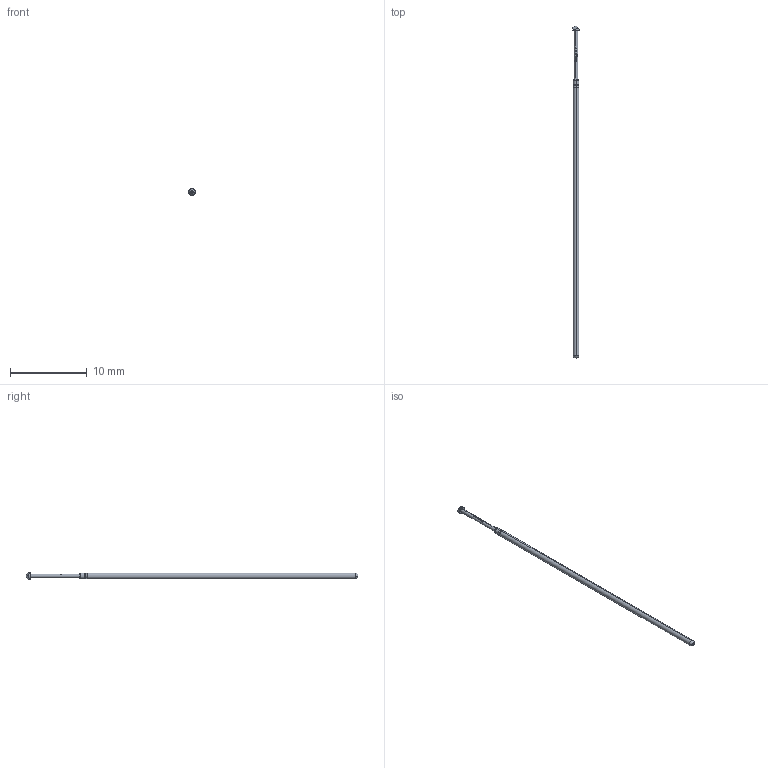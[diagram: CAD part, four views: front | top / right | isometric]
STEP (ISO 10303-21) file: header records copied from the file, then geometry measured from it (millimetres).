
FILE_DESCRIPTION (( 'STEP AP203' ), '1' );
FILE_NAME ('INGUN_GKS-050_307_090_A_xx00.STEP', '2021-09-14T08:34:34', ( 'ochi' ), ( '' ), 'SwSTEP 2.0', 'SolidWorks 2018', '' );
FILE_SCHEMA (( 'CONFIG_CONTROL_DESIGN' ));
Length unit declared in the file: millimetre
Products named in the file (1): INGUN_GKS-050_307_090_A_xx00
Bounding box: 0.9 x 43.2 x 0.9 mm (x, y, z)
Volume: 18.7 mm3; surface area: 101.1 mm2
Topology: 1 solids, 1 shells, 88 faces, 241 edges, 156 vertices
Faces by surface type: bspline 42, cylinder 20, plane 16, torus 8, sphere 2
Entity records: 3733 total; most frequent: CARTESIAN_POINT 1888, ORIENTED_EDGE 478, EDGE_CURVE 239, DIRECTION 192, B_SPLINE_CURVE_WITH_KNOTS 174, VERTEX_POINT 156, EDGE_LOOP 91, FACE_OUTER_BOUND 88
